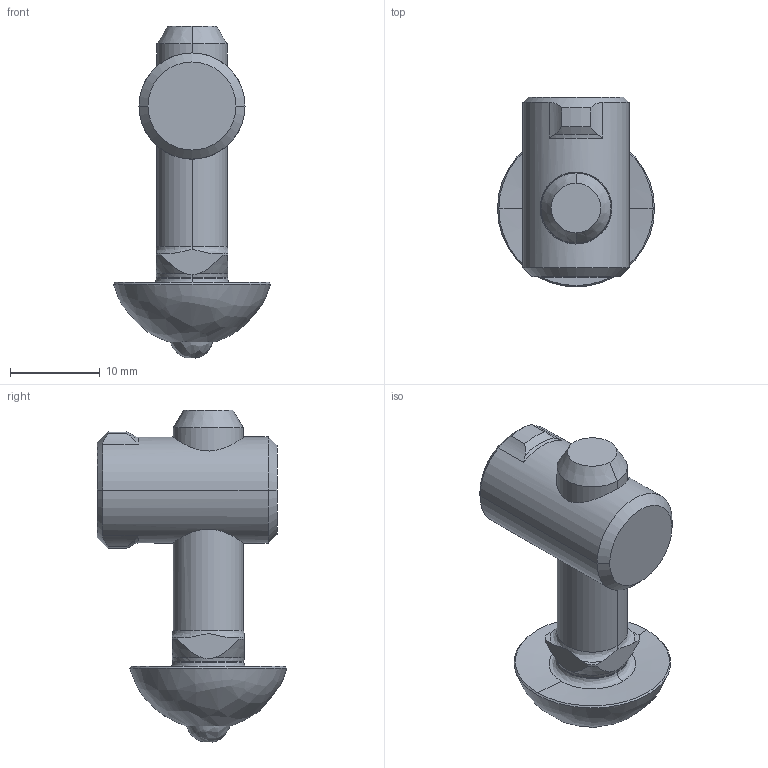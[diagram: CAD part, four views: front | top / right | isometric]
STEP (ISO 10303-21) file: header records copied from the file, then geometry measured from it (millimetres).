
FILE_DESCRIPTION((''),'2;1');
FILE_NAME('SV1211V.stp','2010-07-20T08:52:55',(''),(''),'Mechanical Desktop 2007','Mechanical Desktop 2007',', , ');
FILE_SCHEMA(('CONFIG_CONTROL_DESIGN'));
Length unit declared in the file: millimetre
Products named in the file (13): DRAWING2; SV1211VA; DK0914080100; ME1620011; SV1071V; ME1615101; ME1620011A; MK5100000; ME1616109; MK2402100; ME1616101; SV1211V; DK0914080100A
Assembly tree (1 placements, depth 2):
  DRAWING2
    SV1211VA
  DK0914080100
  ME1620011
  SV1071V
  ME1615101
Bounding box: 17.46 x 21.08 x 36.92 mm (x, y, z)
Volume: 3908.3 mm3; surface area: 3151.6 mm2
Topology: 5 solids, 5 shells, 84 faces, 216 edges, 133 vertices
Faces by surface type: cone 26, cylinder 24, plane 21, bspline 13
Entity records: 5754 total; most frequent: CARTESIAN_POINT 2948, ORIENTED_EDGE 412, DIRECTION 366, EDGE_CURVE 206, AXIS2_PLACEMENT_3D 147, VERTEX_POINT 133, PERSON_AND_ORGANIZATION 96, EDGE_LOOP 89
